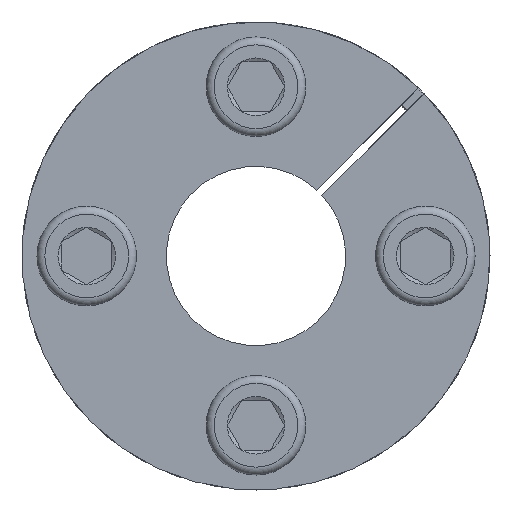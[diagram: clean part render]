
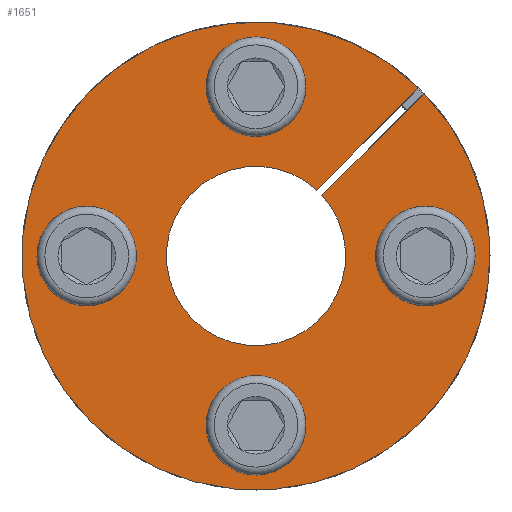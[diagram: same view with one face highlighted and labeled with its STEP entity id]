
A CAD part, front view. The second image highlights one B-rep face of the part: STEP entity #1651.
In plain terms, the highlighted planar face has unit normal (0, -1, 0).
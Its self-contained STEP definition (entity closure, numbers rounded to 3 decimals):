
#211=PLANE('',#1797);
#330=CIRCLE('',#1761,9.);
#340=CIRCLE('',#1779,3.);
#344=CIRCLE('',#1785,3.);
#345=CIRCLE('',#1787,23.5);
#351=CIRCLE('',#1798,3.);
#352=CIRCLE('',#1799,3.);
#425=VERTEX_POINT('',#2451);
#427=VERTEX_POINT('',#2455);
#436=VERTEX_POINT('',#2483);
#450=VERTEX_POINT('',#2541);
#452=VERTEX_POINT('',#2547);
#454=VERTEX_POINT('',#2555);
#458=VERTEX_POINT('',#2572);
#459=VERTEX_POINT('',#2574);
#558=VECTOR('',#2011,1.);
#571=VECTOR('',#2039,1.);
#624=LINE('',#2482,#558);
#637=LINE('',#2542,#571);
#689=EDGE_CURVE('',#427,#425,#330,.T.);
#698=EDGE_CURVE('',#436,#425,#624,.T.);
#721=EDGE_CURVE('',#427,#450,#637,.T.);
#723=EDGE_CURVE('',#452,#452,#340,.T.);
#727=EDGE_CURVE('',#454,#454,#344,.T.);
#728=EDGE_CURVE('',#450,#436,#345,.T.);
#734=EDGE_CURVE('',#458,#458,#351,.T.);
#735=EDGE_CURVE('',#459,#459,#352,.T.);
#959=ORIENTED_EDGE('',*,*,#723,.T.);
#960=ORIENTED_EDGE('',*,*,#734,.T.);
#961=ORIENTED_EDGE('',*,*,#735,.T.);
#962=ORIENTED_EDGE('',*,*,#727,.T.);
#963=ORIENTED_EDGE('',*,*,#721,.T.);
#964=ORIENTED_EDGE('',*,*,#728,.T.);
#965=ORIENTED_EDGE('',*,*,#698,.T.);
#966=ORIENTED_EDGE('',*,*,#689,.F.);
#1289=EDGE_LOOP('',(#959));
#1290=EDGE_LOOP('',(#960));
#1291=EDGE_LOOP('',(#961));
#1292=EDGE_LOOP('',(#962));
#1293=EDGE_LOOP('',(#963,#964,#965,#966));
#1474=FACE_BOUND('',#1289,.T.);
#1475=FACE_BOUND('',#1290,.T.);
#1476=FACE_BOUND('',#1291,.T.);
#1477=FACE_BOUND('',#1292,.T.);
#1478=FACE_BOUND('',#1293,.T.);
#1651=ADVANCED_FACE('',(#1474,#1475,#1476,#1477,#1478),#211,.F.);
#1761=AXIS2_PLACEMENT_3D('',#2456,#1994,#1995);
#1779=AXIS2_PLACEMENT_3D('',#2546,#2044,#2045);
#1785=AXIS2_PLACEMENT_3D('',#2554,#2056,#2057);
#1787=AXIS2_PLACEMENT_3D('',#2557,#2060,#2061);
#1797=AXIS2_PLACEMENT_3D('',#2570,#2077,$);
#1798=AXIS2_PLACEMENT_3D('',#2571,#2078,#2079);
#1799=AXIS2_PLACEMENT_3D('',#2573,#2080,#2081);
#1994=DIRECTION('',(0.,-1.,0.));
#1995=DIRECTION('',(0.,0.,-9.));
#2011=DIRECTION('',(-0.707,0.,-0.707));
#2039=DIRECTION('',(0.707,0.,0.707));
#2044=DIRECTION('',(0.,1.,0.));
#2045=DIRECTION('',(3.,0.,0.));
#2056=DIRECTION('',(0.,1.,0.));
#2057=DIRECTION('',(0.,0.,3.));
#2060=DIRECTION('',(0.,-1.,0.));
#2061=DIRECTION('',(0.,0.,-23.5));
#2077=DIRECTION('',(0.,1.,0.));
#2078=DIRECTION('',(0.,1.,0.));
#2079=DIRECTION('',(0.,0.,-3.));
#2080=DIRECTION('',(0.,1.,0.));
#2081=DIRECTION('',(-3.,0.,0.));
#2451=CARTESIAN_POINT('',(6.624,0.,6.093));
#2455=CARTESIAN_POINT('',(6.093,0.,6.624));
#2456=CARTESIAN_POINT('',(0.,0.,0.));
#2482=CARTESIAN_POINT('',(16.882,0.,16.352));
#2483=CARTESIAN_POINT('',(16.88,0.,16.35));
#2541=CARTESIAN_POINT('',(16.35,0.,16.88));
#2542=CARTESIAN_POINT('',(6.093,0.,6.624));
#2546=CARTESIAN_POINT('',(0.,0.,17.));
#2547=CARTESIAN_POINT('',(3.,0.,17.));
#2554=CARTESIAN_POINT('',(-17.,0.,0.));
#2555=CARTESIAN_POINT('',(-17.,0.,3.));
#2557=CARTESIAN_POINT('',(0.,0.,0.));
#2570=CARTESIAN_POINT('',(0.,0.,
23.5));
#2571=CARTESIAN_POINT('',(17.,0.,0.));
#2572=CARTESIAN_POINT('',(17.,0.,-3.));
#2573=CARTESIAN_POINT('',(0.,0.,-17.));
#2574=CARTESIAN_POINT('',(-3.,0.,-17.));
